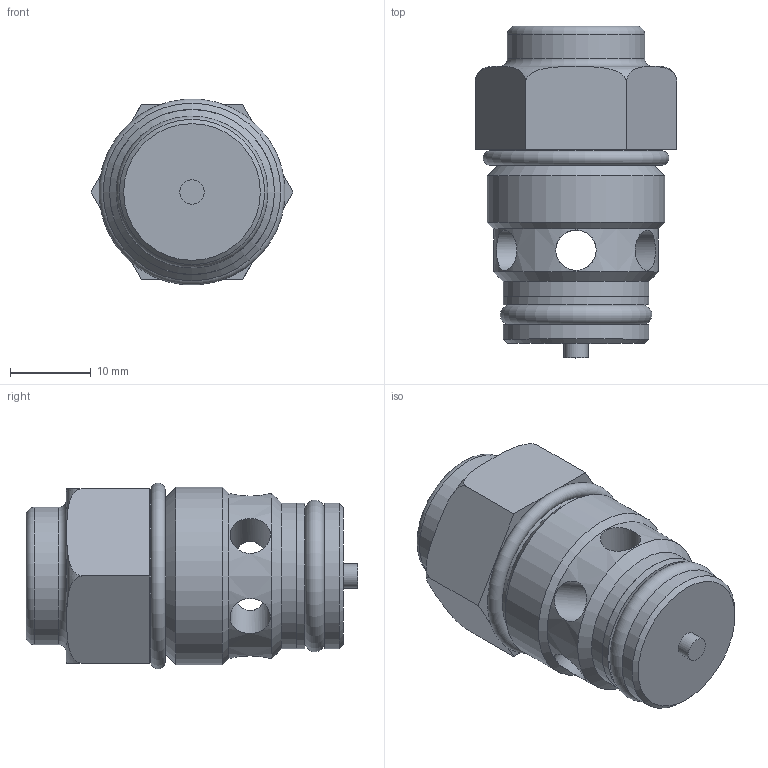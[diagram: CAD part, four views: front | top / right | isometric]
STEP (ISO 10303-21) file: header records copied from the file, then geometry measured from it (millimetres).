
FILE_DESCRIPTION(/* description */ ('Unknown'),/* implementation_level */ '2;1');
FILE_NAME(/* name */ '1444072_AP-1630-304CN-step',/* time_stamp */ '2021-03-11T15:50:11+01:00',/* author */ ('Unknown'),/* organization */ ('Unknown'),/* preprocessor_version */ 'ST-DEVELOPER v16.7',/* originating_system */ 'DEX',/* authorisation */ $);
FILE_SCHEMA (('AUTOMOTIVE_DESIGN {1 0 10303 214 3 1 1}'));
Length unit declared in the file: millimetre
Products named in the file (5): AP-1630-304CN; LN; LZ-1_0; LZ-2_0; LZ-3_0
Assembly tree (4 placements, depth 2):
  AP-1630-304CN
    LN
    LZ-1_0
    LZ-2_0
    LZ-3_0
Bounding box: 25 x 41.11 x 23 mm (x, y, z)
Volume: 11997.9 mm3; surface area: 5114.9 mm2
Topology: 4 solids, 4 shells, 40 faces, 87 edges, 52 vertices
Faces by surface type: cylinder 16, plane 15, torus 5, cone 4
Full cylindrical faces by diameter (mm): 3 x1, 5 x6, 14 x2, 17 x1, 18 x3, 19.5 x1, 20.429 x1, 22 x1
Entity records: 1596 total; most frequent: CARTESIAN_POINT 709, DIRECTION 162, ORIENTED_EDGE 114, FACE_BOUND 76, AXIS2_PLACEMENT_3D 75, EDGE_LOOP 74, EDGE_CURVE 57, VERTEX_POINT 49
